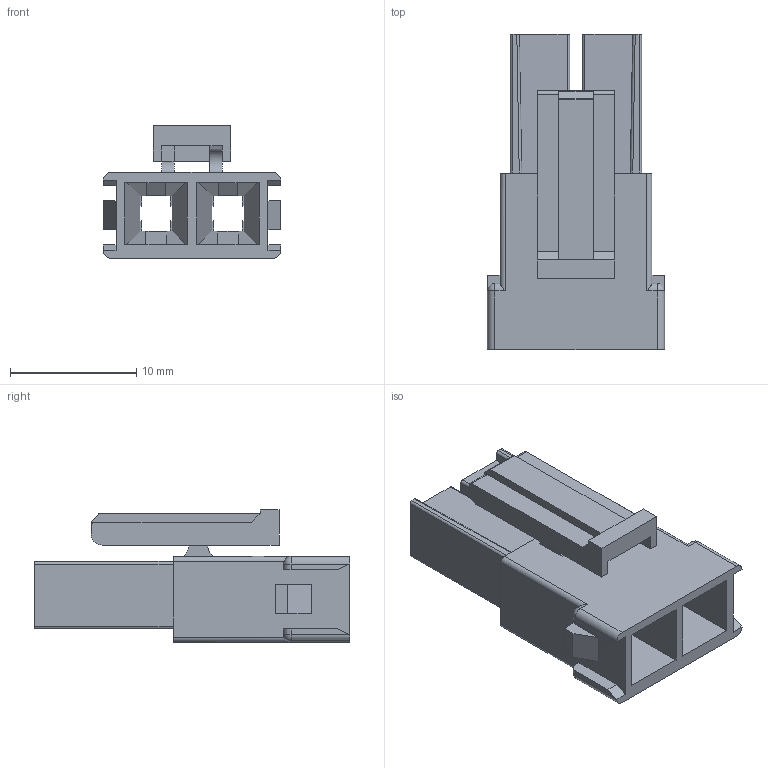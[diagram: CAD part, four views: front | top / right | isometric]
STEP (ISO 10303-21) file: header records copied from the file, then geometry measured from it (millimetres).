
FILE_DESCRIPTION(/* description */ ('Unknown'),/* implementation_level */ '2;1');
FILE_NAME(/* name */ '657002150201',/* time_stamp */ '2022-10-17T09:34:24+02:00',/* author */ ('Unknown'),/* organization */ ('Unknown'),/* preprocessor_version */ 'ST-DEVELOPER v16.7',/* originating_system */ 'Solid Edge',/* authorisation */ 'Unknown');
FILE_SCHEMA (('AUTOMOTIVE_DESIGN {1 0 10303 214 3 1 1}'));
Length unit declared in the file: millimetre
Products named in the file (2): 6570xx150201; 657002150201
Assembly tree (1 placements, depth 2):
  6570xx150201
    657002150201
Bounding box: 14.05 x 25 x 10.5 mm (x, y, z)
Volume: 1066.3 mm3; surface area: 2223.3 mm2
Topology: 1 solids, 1 shells, 203 faces, 552 edges, 350 vertices
Faces by surface type: plane 159, cylinder 40, sphere 4
Entity records: 6320 total; most frequent: CARTESIAN_POINT 1119, ORIENTED_EDGE 1096, DIRECTION 1031, EDGE_CURVE 548, LINE 467, VECTOR 467, VERTEX_POINT 350, AXIS2_PLACEMENT_3D 282
